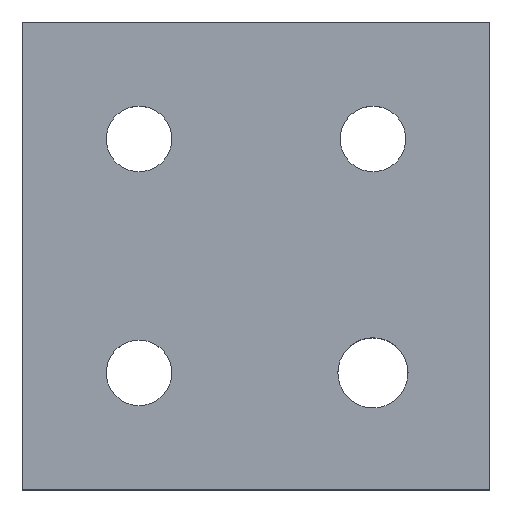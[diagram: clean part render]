
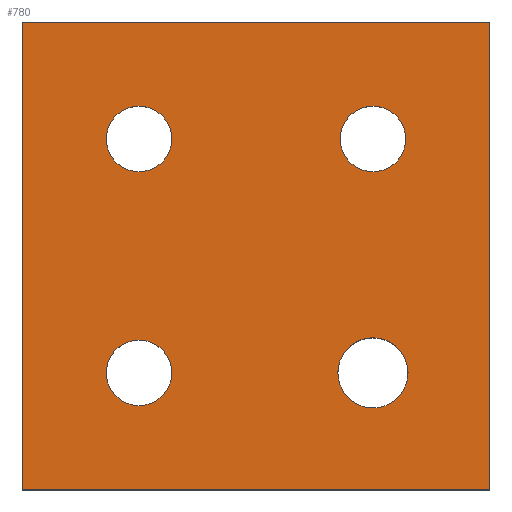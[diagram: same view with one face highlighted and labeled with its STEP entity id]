
A CAD part, top view. The second image highlights one B-rep face of the part: STEP entity #780.
In plain terms, the highlighted planar face has unit normal (0, 0, 1).
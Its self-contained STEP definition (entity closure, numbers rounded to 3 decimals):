
#132=CARTESIAN_POINT('',(1.65,-1.5,0.));
#133=VERTEX_POINT('',#132);
#149=CARTESIAN_POINT('',(1.35,-1.5,0.));
#150=VERTEX_POINT('',#149);
#157=CARTESIAN_POINT('',(1.5,-1.5,0.));
#158=DIRECTION('',(0.0,0.0,-1.0));
#159=DIRECTION('',(1.0,0.0,0.0));
#160=AXIS2_PLACEMENT_3D('',#157,#158,#159);
#161=CIRCLE('',#160,0.15);
#162=EDGE_CURVE('',#133,#150,#161,.T.);
#216=CARTESIAN_POINT('',(1.64,-0.5,0.));
#217=VERTEX_POINT('',#216);
#233=CARTESIAN_POINT('',(1.36,-0.5,0.));
#234=VERTEX_POINT('',#233);
#241=CARTESIAN_POINT('',(1.5,-0.5,0.));
#242=DIRECTION('',(0.0,0.0,-1.0));
#243=DIRECTION('',(1.0,0.0,0.0));
#244=AXIS2_PLACEMENT_3D('',#241,#242,#243);
#245=CIRCLE('',#244,0.14);
#246=EDGE_CURVE('',#217,#234,#245,.T.);
#258=CARTESIAN_POINT('',(0.64,-0.5,0.));
#259=VERTEX_POINT('',#258);
#275=CARTESIAN_POINT('',(0.36,-0.5,0.));
#276=VERTEX_POINT('',#275);
#283=CARTESIAN_POINT('',(0.5,-0.5,0.));
#284=DIRECTION('',(0.0,0.0,-1.0));
#285=DIRECTION('',(1.0,0.0,0.0));
#286=AXIS2_PLACEMENT_3D('',#283,#284,#285);
#287=CIRCLE('',#286,0.14);
#288=EDGE_CURVE('',#259,#276,#287,.T.);
#384=CARTESIAN_POINT('',(0.64,-1.5,0.));
#385=VERTEX_POINT('',#384);
#401=CARTESIAN_POINT('',(0.36,-1.5,0.));
#402=VERTEX_POINT('',#401);
#409=CARTESIAN_POINT('',(0.5,-1.5,0.));
#410=DIRECTION('',(0.0,0.0,-1.0));
#411=DIRECTION('',(1.0,0.0,0.0));
#412=AXIS2_PLACEMENT_3D('',#409,#410,#411);
#413=CIRCLE('',#412,0.14);
#414=EDGE_CURVE('',#385,#402,#413,.T.);
#425=CARTESIAN_POINT('',(0.5,-1.5,0.));
#426=DIRECTION('',(0.0,0.0,-1.0));
#427=DIRECTION('',(1.0,0.0,0.0));
#428=AXIS2_PLACEMENT_3D('',#425,#426,#427);
#429=CIRCLE('',#428,0.14);
#430=EDGE_CURVE('',#402,#385,#429,.T.);
#531=CARTESIAN_POINT('',(0.5,-0.5,0.));
#532=DIRECTION('',(0.0,0.0,-1.0));
#533=DIRECTION('',(1.0,0.0,0.0));
#534=AXIS2_PLACEMENT_3D('',#531,#532,#533);
#535=CIRCLE('',#534,0.14);
#536=EDGE_CURVE('',#276,#259,#535,.T.);
#549=CARTESIAN_POINT('',(1.5,-0.5,0.));
#550=DIRECTION('',(0.0,0.0,-1.0));
#551=DIRECTION('',(1.0,0.0,0.0));
#552=AXIS2_PLACEMENT_3D('',#549,#550,#551);
#553=CIRCLE('',#552,0.14);
#554=EDGE_CURVE('',#234,#217,#553,.T.);
#611=CARTESIAN_POINT('',(1.5,-1.5,0.));
#612=DIRECTION('',(0.0,0.0,-1.0));
#613=DIRECTION('',(1.0,0.0,0.0));
#614=AXIS2_PLACEMENT_3D('',#611,#612,#613);
#615=CIRCLE('',#614,0.15);
#616=EDGE_CURVE('',#150,#133,#615,.T.);
#634=CARTESIAN_POINT('',(2.0,0.,0.));
#635=VERTEX_POINT('',#634);
#636=CARTESIAN_POINT('',(2.0,-2.0,0.));
#637=VERTEX_POINT('',#636);
#638=CARTESIAN_POINT('',(2.0,0.,0.));
#639=DIRECTION('',(0.0,-1.0,0.0));
#640=VECTOR('',#639,2.0);
#641=LINE('',#638,#640);
#642=EDGE_CURVE('',#635,#637,#641,.T.);
#674=CARTESIAN_POINT('',(0.,-2.0,0.));
#675=VERTEX_POINT('',#674);
#676=CARTESIAN_POINT('',(2.0,-2.0,0.));
#677=DIRECTION('',(-1.0,0.0,0.0));
#678=VECTOR('',#677,2.0);
#679=LINE('',#676,#678);
#680=EDGE_CURVE('',#637,#675,#679,.T.);
#705=CARTESIAN_POINT('',(0.0,0.,0.));
#706=VERTEX_POINT('',#705);
#707=CARTESIAN_POINT('',(0.,-2.0,0.));
#708=DIRECTION('',(0.0,1.0,0.0));
#709=VECTOR('',#708,2.0);
#710=LINE('',#707,#709);
#711=EDGE_CURVE('',#675,#706,#710,.T.);
#736=CARTESIAN_POINT('',(0.0,0.,0.));
#737=DIRECTION('',(1.0,0.0,0.0));
#738=VECTOR('',#737,2.0);
#739=LINE('',#736,#738);
#740=EDGE_CURVE('',#706,#635,#739,.T.);
#753=CARTESIAN_POINT('',(2.0,0.,0.));
#754=DIRECTION('',(0.0,0.0,1.0));
#755=DIRECTION('',(-1.0,0.0,0.0));
#756=AXIS2_PLACEMENT_3D('',#753,#754,#755);
#757=PLANE('',#756);
#758=ORIENTED_EDGE('',*,*,#642,.F.);
#759=ORIENTED_EDGE('',*,*,#740,.F.);
#760=ORIENTED_EDGE('',*,*,#711,.F.);
#761=ORIENTED_EDGE('',*,*,#680,.F.);
#762=EDGE_LOOP('',(#758,#759,#760,#761));
#763=FACE_OUTER_BOUND('',#762,.T.);
#764=ORIENTED_EDGE('',*,*,#414,.T.);
#765=ORIENTED_EDGE('',*,*,#430,.T.);
#766=EDGE_LOOP('',(#764,#765));
#767=FACE_BOUND('',#766,.T.);
#768=ORIENTED_EDGE('',*,*,#288,.T.);
#769=ORIENTED_EDGE('',*,*,#536,.T.);
#770=EDGE_LOOP('',(#768,#769));
#771=FACE_BOUND('',#770,.T.);
#772=ORIENTED_EDGE('',*,*,#246,.T.);
#773=ORIENTED_EDGE('',*,*,#554,.T.);
#774=EDGE_LOOP('',(#772,#773));
#775=FACE_BOUND('',#774,.T.);
#776=ORIENTED_EDGE('',*,*,#162,.T.);
#777=ORIENTED_EDGE('',*,*,#616,.T.);
#778=EDGE_LOOP('',(#776,#777));
#779=FACE_BOUND('',#778,.T.);
#780=ADVANCED_FACE('',(#763,#767,#771,#775,#779),#757,.T.);
